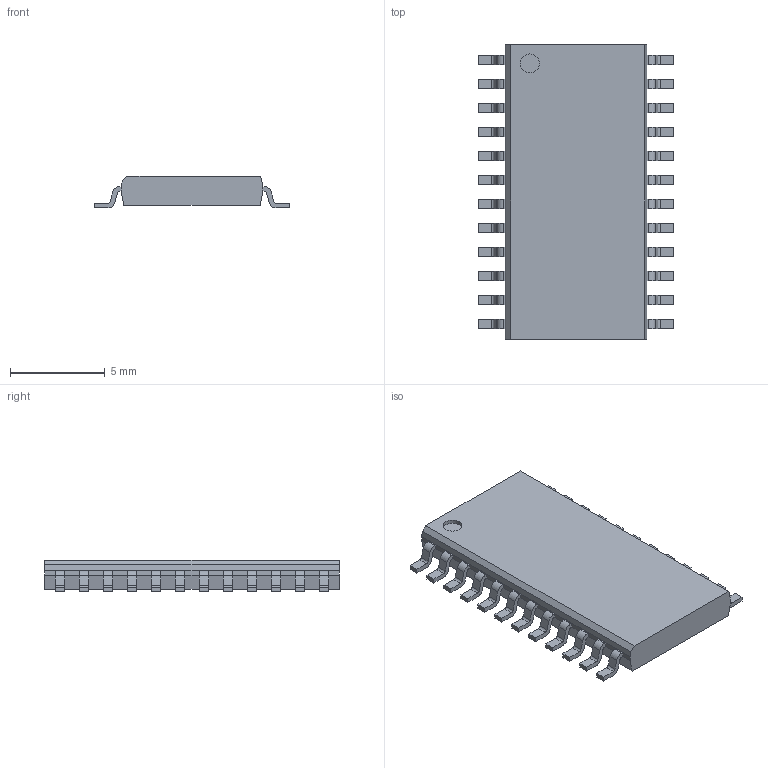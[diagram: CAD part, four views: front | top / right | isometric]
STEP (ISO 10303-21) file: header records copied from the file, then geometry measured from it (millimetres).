
FILE_DESCRIPTION((''),'2;1');
FILE_NAME('SOIC127P1032X265-24N.stp','2012-11-15T16:29:24',(''),(''),'Mechanical Desktop 2011','Mechanical Desktop 2011',', , ');
FILE_SCHEMA(('AUTOMOTIVE_DESIGN { 1 2 10303 214 1 1 1 1 }'));
Length unit declared in the file: millimetre
Products named in the file (1): Product
Bounding box: 10.36 x 15.6 x 1.68 mm (x, y, z)
Volume: 184.2 mm3; surface area: 375.6 mm2
Topology: 25 solids, 25 shells, 350 faces, 897 edges, 598 vertices
Faces by surface type: bspline 168, plane 132, cylinder 50
Entity records: 11229 total; most frequent: CARTESIAN_POINT 3022, ORIENTED_EDGE 1794, DIRECTION 1459, EDGE_CURVE 897, VECTOR 701, LINE 701, VERTEX_POINT 598, AXIS2_PLACEMENT_3D 379
